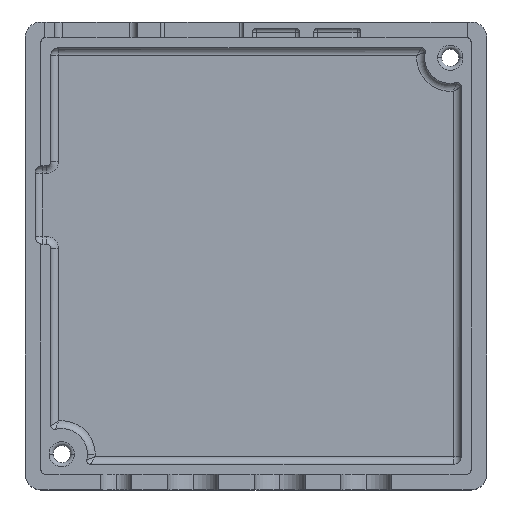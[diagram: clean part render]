
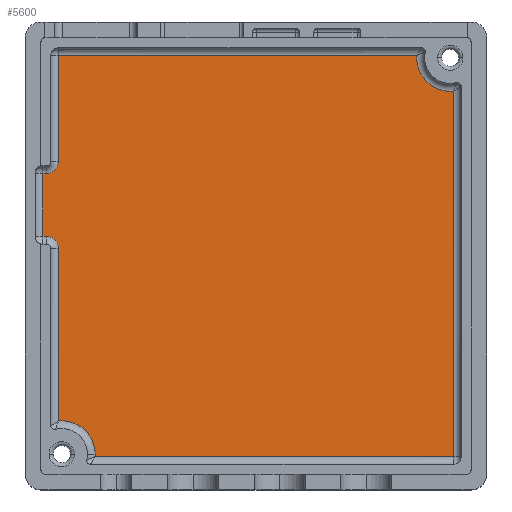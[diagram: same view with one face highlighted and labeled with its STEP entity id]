
A CAD part, top view. The second image highlights one B-rep face of the part: STEP entity #5600.
In plain terms, the highlighted planar face has unit normal (0, 0, 1).
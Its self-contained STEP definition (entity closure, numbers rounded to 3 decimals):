
#5 = CARTESIAN_POINT ( 'NONE',  ( 25.1, 20.969, 2. ) ) ;
#165 = ORIENTED_EDGE ( 'NONE', *, *, #3528, .T. ) ;
#178 = VERTEX_POINT ( 'NONE', #4474 ) ;
#598 = DIRECTION ( 'NONE',  ( 0., 0., -1. ) ) ;
#848 = CARTESIAN_POINT ( 'NONE',  ( -27.35, -25.5, 2. ) ) ;
#908 = VECTOR ( 'NONE', #13269, 1000. ) ;
#922 = DIRECTION ( 'NONE',  ( 0., 0., -1. ) ) ;
#1009 = EDGE_CURVE ( 'NONE', #2142, #9441, #7349, .T. ) ;
#1033 = CARTESIAN_POINT ( 'NONE',  ( -27.1, 10.5, 2. ) ) ;
#1361 = ORIENTED_EDGE ( 'NONE', *, *, #8024, .T. ) ;
#1430 = CARTESIAN_POINT ( 'NONE',  ( -27.1, -27.75, 2. ) ) ;
#1525 = DIRECTION ( 'NONE',  ( 0., 1., 0. ) ) ;
#1702 = EDGE_LOOP ( 'NONE', ( #12238, #4458, #12270, #3210, #9404, #6095, #1982, #4912, #13716, #12947, #1361, #2915, #165 ) ) ;
#1704 = CARTESIAN_POINT ( 'NONE',  ( 24.7, 25.2, 2. ) ) ;
#1982 = ORIENTED_EDGE ( 'NONE', *, *, #3364, .T. ) ;
#2058 = DIRECTION ( 'NONE',  ( -1., 0., 0. ) ) ;
#2142 = VERTEX_POINT ( 'NONE', #11531 ) ;
#2152 = CARTESIAN_POINT ( 'NONE',  ( -25.1, -20.969, 2. ) ) ;
#2205 = LINE ( 'NONE', #7377, #12131 ) ;
#2273 = AXIS2_PLACEMENT_3D ( 'NONE', #4164, #922, #5213 ) ;
#2458 = EDGE_CURVE ( 'NONE', #2627, #2142, #13891, .T. ) ;
#2566 = VERTEX_POINT ( 'NONE', #3098 ) ;
#2627 = VERTEX_POINT ( 'NONE', #3527 ) ;
#2736 = CIRCLE ( 'NONE', #13040, 4.25 ) ;
#2915 = ORIENTED_EDGE ( 'NONE', *, *, #3297, .T. ) ;
#3098 = CARTESIAN_POINT ( 'NONE',  ( -26.6, 2.5, 2. ) ) ;
#3210 = ORIENTED_EDGE ( 'NONE', *, *, #6055, .T. ) ;
#3297 = EDGE_CURVE ( 'NONE', #9048, #10271, #11028, .T. ) ;
#3364 = EDGE_CURVE ( 'NONE', #9441, #178, #12612, .T. ) ;
#3455 = CARTESIAN_POINT ( 'NONE',  ( -27.35, 2.5, 2. ) ) ;
#3527 = CARTESIAN_POINT ( 'NONE',  ( -20.461, -25.5, 2. ) ) ;
#3528 = EDGE_CURVE ( 'NONE', #10271, #2566, #8702, .T. ) ;
#3539 = DIRECTION ( 'NONE',  ( 0., 0., -1. ) ) ;
#3623 = AXIS2_PLACEMENT_3D ( 'NONE', #9725, #3625, #12096 ) ;
#3625 = DIRECTION ( 'NONE',  ( 0., 0., 1. ) ) ;
#3843 = VERTEX_POINT ( 'NONE', #12187 ) ;
#3874 = AXIS2_PLACEMENT_3D ( 'NONE', #13590, #4902, #4968 ) ;
#4054 = LINE ( 'NONE', #11403, #5433 ) ;
#4164 = CARTESIAN_POINT ( 'NONE',  ( -24.7, -25.2, 2. ) ) ;
#4409 = PLANE ( 'NONE',  #3623 ) ;
#4458 = ORIENTED_EDGE ( 'NONE', *, *, #10052, .T. ) ;
#4474 = CARTESIAN_POINT ( 'NONE',  ( 20.461, 25.5, 2. ) ) ;
#4584 = DIRECTION ( 'NONE',  ( 0., -1., 0. ) ) ;
#4902 = DIRECTION ( 'NONE',  ( 0., 0., -1. ) ) ;
#4912 = ORIENTED_EDGE ( 'NONE', *, *, #7228, .T. ) ;
#4968 = DIRECTION ( 'NONE',  ( 1., 0., 0. ) ) ;
#5012 = VERTEX_POINT ( 'NONE', #7613 ) ;
#5112 = DIRECTION ( 'NONE',  ( 0., -1., 0. ) ) ;
#5213 = DIRECTION ( 'NONE',  ( 1., 0., 0. ) ) ;
#5433 = VECTOR ( 'NONE', #5112, 1000. ) ;
#5600 = ADVANCED_FACE ( 'NONE', ( #8879 ), #4409, .T. ) ;
#5769 = CARTESIAN_POINT ( 'NONE',  ( -25.1, -27.75, 2. ) ) ;
#5828 = LINE ( 'NONE', #5769, #10796 ) ;
#5978 = DIRECTION ( 'NONE',  ( 0., 0., -1. ) ) ;
#6055 = EDGE_CURVE ( 'NONE', #5012, #2627, #8297, .T. ) ;
#6095 = ORIENTED_EDGE ( 'NONE', *, *, #1009, .T. ) ;
#6538 = DIRECTION ( 'NONE',  ( 1., 0., 0. ) ) ;
#6710 = CARTESIAN_POINT ( 'NONE',  ( -26.6, 1., 2. ) ) ;
#6799 = VERTEX_POINT ( 'NONE', #13635 ) ;
#7075 = VERTEX_POINT ( 'NONE', #11512 ) ;
#7076 = VECTOR ( 'NONE', #8486, 1000. ) ;
#7228 = EDGE_CURVE ( 'NONE', #178, #3843, #9050, .T. ) ;
#7257 = VECTOR ( 'NONE', #1525, 1000. ) ;
#7260 = CARTESIAN_POINT ( 'NONE',  ( -27.1, 2.5, 2. ) ) ;
#7349 = LINE ( 'NONE', #9859, #7257 ) ;
#7377 = CARTESIAN_POINT ( 'NONE',  ( -27.35, 10.5, 2. ) ) ;
#7613 = CARTESIAN_POINT ( 'NONE',  ( -20.45, -25.2, 2. ) ) ;
#7826 = EDGE_CURVE ( 'NONE', #2566, #10953, #10113, .T. ) ;
#8024 = EDGE_CURVE ( 'NONE', #7075, #9048, #2205, .T. ) ;
#8114 = CIRCLE ( 'NONE', #3874, 1.5 ) ;
#8155 = EDGE_CURVE ( 'NONE', #11394, #5012, #2736, .T. ) ;
#8297 = CIRCLE ( 'NONE', #2273, 4.25 ) ;
#8423 = EDGE_CURVE ( 'NONE', #3843, #6799, #5828, .T. ) ;
#8486 = DIRECTION ( 'NONE',  ( 1., 0., 0. ) ) ;
#8534 = CARTESIAN_POINT ( 'NONE',  ( -25.1, 1., 2. ) ) ;
#8702 = LINE ( 'NONE', #3455, #10152 ) ;
#8879 = FACE_OUTER_BOUND ( 'NONE', #1702, .T. ) ;
#8929 = EDGE_CURVE ( 'NONE', #6799, #7075, #8114, .T. ) ;
#9048 = VERTEX_POINT ( 'NONE', #1033 ) ;
#9050 = LINE ( 'NONE', #12338, #908 ) ;
#9404 = ORIENTED_EDGE ( 'NONE', *, *, #2458, .T. ) ;
#9441 = VERTEX_POINT ( 'NONE', #5 ) ;
#9725 = CARTESIAN_POINT ( 'NONE',  ( -27.35, -27.75, 2. ) ) ;
#9795 = VECTOR ( 'NONE', #13206, 1000. ) ;
#9859 = CARTESIAN_POINT ( 'NONE',  ( 25.1, -27.75, 2. ) ) ;
#10052 = EDGE_CURVE ( 'NONE', #10953, #11394, #4054, .T. ) ;
#10113 = CIRCLE ( 'NONE', #13701, 1.5 ) ;
#10152 = VECTOR ( 'NONE', #10799, 1000. ) ;
#10243 = DIRECTION ( 'NONE',  ( 1., 0., 0. ) ) ;
#10271 = VERTEX_POINT ( 'NONE', #7260 ) ;
#10796 = VECTOR ( 'NONE', #4584, 1000. ) ;
#10799 = DIRECTION ( 'NONE',  ( 1., 0., 0. ) ) ;
#10953 = VERTEX_POINT ( 'NONE', #8534 ) ;
#11028 = LINE ( 'NONE', #1430, #9795 ) ;
#11394 = VERTEX_POINT ( 'NONE', #2152 ) ;
#11403 = CARTESIAN_POINT ( 'NONE',  ( -25.1, -27.75, 2. ) ) ;
#11512 = CARTESIAN_POINT ( 'NONE',  ( -26.6, 10.5, 2. ) ) ;
#11531 = CARTESIAN_POINT ( 'NONE',  ( 25.1, -25.5, 2. ) ) ;
#12096 = DIRECTION ( 'NONE',  ( 1., 0., 0. ) ) ;
#12131 = VECTOR ( 'NONE', #2058, 1000. ) ;
#12187 = CARTESIAN_POINT ( 'NONE',  ( -25.1, 25.5, 2. ) ) ;
#12238 = ORIENTED_EDGE ( 'NONE', *, *, #7826, .T. ) ;
#12270 = ORIENTED_EDGE ( 'NONE', *, *, #8155, .T. ) ;
#12308 = DIRECTION ( 'NONE',  ( 1., 0., 0. ) ) ;
#12338 = CARTESIAN_POINT ( 'NONE',  ( -27.35, 25.5, 2. ) ) ;
#12612 = CIRCLE ( 'NONE', #13529, 4.25 ) ;
#12947 = ORIENTED_EDGE ( 'NONE', *, *, #8929, .T. ) ;
#13040 = AXIS2_PLACEMENT_3D ( 'NONE', #13137, #3539, #6538 ) ;
#13137 = CARTESIAN_POINT ( 'NONE',  ( -24.7, -25.2, 2. ) ) ;
#13206 = DIRECTION ( 'NONE',  ( 0., -1., 0. ) ) ;
#13269 = DIRECTION ( 'NONE',  ( -1., 0., 0. ) ) ;
#13529 = AXIS2_PLACEMENT_3D ( 'NONE', #1704, #5978, #10243 ) ;
#13590 = CARTESIAN_POINT ( 'NONE',  ( -26.6, 12., 2. ) ) ;
#13635 = CARTESIAN_POINT ( 'NONE',  ( -25.1, 12., 2. ) ) ;
#13701 = AXIS2_PLACEMENT_3D ( 'NONE', #6710, #598, #12308 ) ;
#13716 = ORIENTED_EDGE ( 'NONE', *, *, #8423, .T. ) ;
#13891 = LINE ( 'NONE', #848, #7076 ) ;
